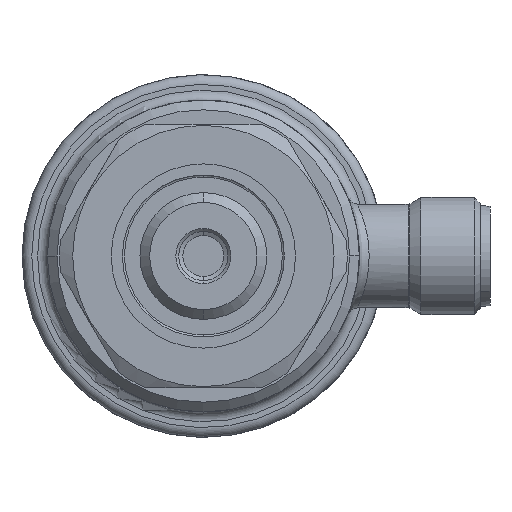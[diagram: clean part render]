
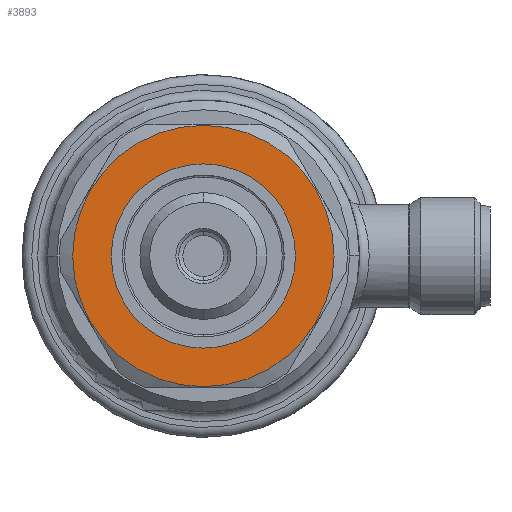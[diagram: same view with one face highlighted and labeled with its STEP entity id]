
A CAD part, front view. The second image highlights one B-rep face of the part: STEP entity #3893.
In plain terms, the highlighted planar face has unit normal (0, -1, 0).
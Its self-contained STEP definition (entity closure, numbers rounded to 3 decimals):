
#237 = VERTEX_POINT ( 'NONE', #521 ) ;
#511 = DIRECTION ( 'NONE',  ( 0., 0., -1. ) ) ;
#521 = CARTESIAN_POINT ( 'NONE',  ( 0., 2., 9.45 ) ) ;
#640 = CIRCLE ( 'NONE', #6381, 13.4 ) ;
#668 = EDGE_CURVE ( 'NONE', #4253, #3379, #1073, .T. ) ;
#742 = EDGE_LOOP ( 'NONE', ( #5194, #5279 ) ) ;
#1073 = CIRCLE ( 'NONE', #5248, 13.4 ) ;
#1511 = CIRCLE ( 'NONE', #3001, 9.45 ) ;
#1712 = AXIS2_PLACEMENT_3D ( 'NONE', #3716, #8019, #4392 ) ;
#2092 = CARTESIAN_POINT ( 'NONE',  ( 0., 2., -9.45 ) ) ;
#2655 = CIRCLE ( 'NONE', #1712, 9.45 ) ;
#3001 = AXIS2_PLACEMENT_3D ( 'NONE', #3484, #3454, #3428 ) ;
#3174 = DIRECTION ( 'NONE',  ( 0., -1., 0. ) ) ;
#3191 = CARTESIAN_POINT ( 'NONE',  ( 0., 2., 0. ) ) ;
#3222 = DIRECTION ( 'NONE',  ( 0., 0., -1. ) ) ;
#3379 = VERTEX_POINT ( 'NONE', #6677 ) ;
#3428 = DIRECTION ( 'NONE',  ( 0., 0., -1. ) ) ;
#3454 = DIRECTION ( 'NONE',  ( 0., -1., 0. ) ) ;
#3484 = CARTESIAN_POINT ( 'NONE',  ( 0., 2., 0. ) ) ;
#3625 = EDGE_CURVE ( 'NONE', #5954, #237, #1511, .T. ) ;
#3716 = CARTESIAN_POINT ( 'NONE',  ( 0., 2., 0. ) ) ;
#3893 = ADVANCED_FACE ( 'NONE', ( #6706, #8077 ), #6376, .T. ) ;
#4253 = VERTEX_POINT ( 'NONE', #7047 ) ;
#4392 = DIRECTION ( 'NONE',  ( 0., 0., -1. ) ) ;
#4437 = DIRECTION ( 'NONE',  ( 0., -1., 0. ) ) ;
#5088 = ORIENTED_EDGE ( 'NONE', *, *, #668, .T. ) ;
#5194 = ORIENTED_EDGE ( 'NONE', *, *, #3625, .F. ) ;
#5248 = AXIS2_PLACEMENT_3D ( 'NONE', #3191, #3174, #3222 ) ;
#5279 = ORIENTED_EDGE ( 'NONE', *, *, #7649, .F. ) ;
#5721 = AXIS2_PLACEMENT_3D ( 'NONE', #6461, #6643, #6327 ) ;
#5906 = EDGE_LOOP ( 'NONE', ( #5088, #6854 ) ) ;
#5954 = VERTEX_POINT ( 'NONE', #2092 ) ;
#6251 = EDGE_CURVE ( 'NONE', #3379, #4253, #640, .T. ) ;
#6327 = DIRECTION ( 'NONE',  ( 0., 0., -1. ) ) ;
#6376 = PLANE ( 'NONE',  #5721 ) ;
#6381 = AXIS2_PLACEMENT_3D ( 'NONE', #8062, #4437, #511 ) ;
#6461 = CARTESIAN_POINT ( 'NONE',  ( 13.4, 2., 0. ) ) ;
#6643 = DIRECTION ( 'NONE',  ( 0., -1., 0. ) ) ;
#6677 = CARTESIAN_POINT ( 'NONE',  ( 0., 2., -13.4 ) ) ;
#6706 = FACE_OUTER_BOUND ( 'NONE', #5906, .T. ) ;
#6854 = ORIENTED_EDGE ( 'NONE', *, *, #6251, .T. ) ;
#7047 = CARTESIAN_POINT ( 'NONE',  ( 0., 2., 13.4 ) ) ;
#7649 = EDGE_CURVE ( 'NONE', #237, #5954, #2655, .T. ) ;
#8019 = DIRECTION ( 'NONE',  ( 0., -1., 0. ) ) ;
#8062 = CARTESIAN_POINT ( 'NONE',  ( 0., 2., 0. ) ) ;
#8077 = FACE_BOUND ( 'NONE', #742, .T. ) ;
